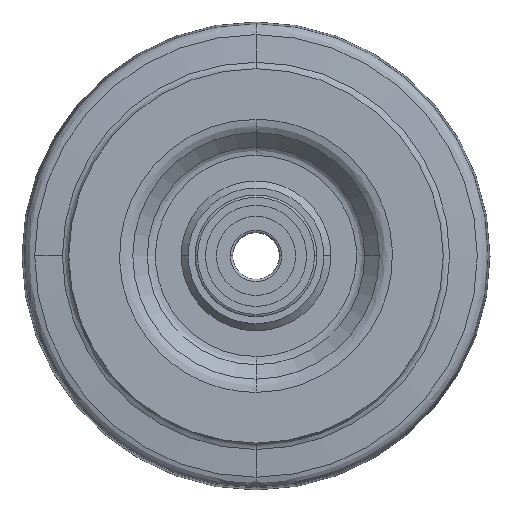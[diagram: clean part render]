
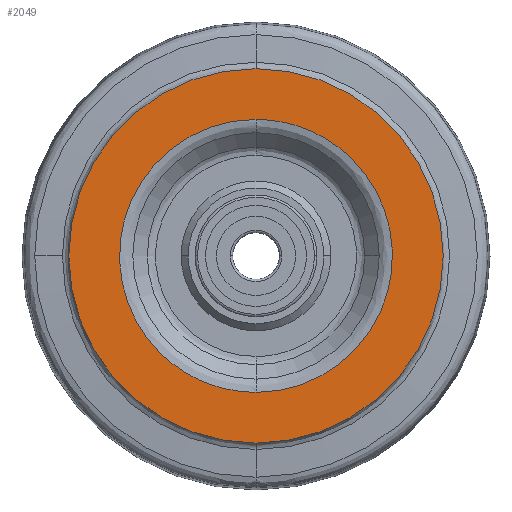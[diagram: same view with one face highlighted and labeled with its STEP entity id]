
A CAD part, top view. The second image highlights one B-rep face of the part: STEP entity #2049.
In plain terms, the highlighted planar face has unit normal (0, 0, 1).
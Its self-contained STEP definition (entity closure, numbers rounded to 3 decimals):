
#18 = EDGE_CURVE ( 'NONE', #54, #4577, #1225, .T. ) ;
#54 = VERTEX_POINT ( 'NONE', #4168 ) ;
#363 = FACE_OUTER_BOUND ( 'NONE', #914, .T. ) ;
#914 = EDGE_LOOP ( 'NONE', ( #4676, #8711 ) ) ;
#949 = EDGE_CURVE ( 'NONE', #1255, #1965, #3546, .T. ) ;
#983 = AXIS2_PLACEMENT_3D ( 'NONE', #8637, #7183, #9507 ) ;
#1191 = DIRECTION ( 'NONE',  ( 0., 0., 1. ) ) ;
#1225 = CIRCLE ( 'NONE', #2783, 80. ) ;
#1255 = VERTEX_POINT ( 'NONE', #6877 ) ;
#1367 = CARTESIAN_POINT ( 'NONE',  ( -116.627, 58.314, 25. ) ) ;
#1965 = VERTEX_POINT ( 'NONE', #3348 ) ;
#2049 = ADVANCED_FACE ( 'NONE', ( #363, #3070 ), #5929, .F. ) ;
#2078 = CARTESIAN_POINT ( 'NONE',  ( 0., 58.314, 25. ) ) ;
#2080 = CARTESIAN_POINT ( 'NONE',  ( 0., -80., 25. ) ) ;
#2783 = AXIS2_PLACEMENT_3D ( 'NONE', #6374, #5672, #7869 ) ;
#2865 = EDGE_LOOP ( 'NONE', ( #5498, #4993 ) ) ;
#2901 = CARTESIAN_POINT ( 'NONE',  ( -116.627, -58.314, 25. ) ) ;
#3070 = FACE_BOUND ( 'NONE', #2865, .T. ) ;
#3348 = CARTESIAN_POINT ( 'NONE',  ( 0., -58.314, 25. ) ) ;
#3546 =( BOUNDED_CURVE ( )  B_SPLINE_CURVE ( 3, ( #5133, #1367, #2901, #5830 ),
 .UNSPECIFIED., .F., .T. ) 
 B_SPLINE_CURVE_WITH_KNOTS ( ( 4, 4 ),
 ( 0., 1. ),
 .UNSPECIFIED. ) 
 CURVE ( )  GEOMETRIC_REPRESENTATION_ITEM ( )  RATIONAL_B_SPLINE_CURVE ( ( 1., 0.333, 0.333, 1. ) ) 
 REPRESENTATION_ITEM ( '' )  );
#4117 = CIRCLE ( 'NONE', #5847, 80. ) ;
#4168 = CARTESIAN_POINT ( 'NONE',  ( 0., 80., 25. ) ) ;
#4375 = EDGE_CURVE ( 'NONE', #4577, #54, #4117, .T. ) ;
#4577 = VERTEX_POINT ( 'NONE', #2080 ) ;
#4676 = ORIENTED_EDGE ( 'NONE', *, *, #18, .T. ) ;
#4993 = ORIENTED_EDGE ( 'NONE', *, *, #6787, .F. ) ;
#5133 = CARTESIAN_POINT ( 'NONE',  ( 0., 58.314, 25. ) ) ;
#5498 = ORIENTED_EDGE ( 'NONE', *, *, #949, .F. ) ;
#5672 = DIRECTION ( 'NONE',  ( 0., 0., 1. ) ) ;
#5722 = CARTESIAN_POINT ( 'NONE',  ( 116.627, 58.314, 25. ) ) ;
#5830 = CARTESIAN_POINT ( 'NONE',  ( 0., -58.314, 25. ) ) ;
#5847 = AXIS2_PLACEMENT_3D ( 'NONE', #9421, #1191, #7028 ) ;
#5929 = PLANE ( 'NONE',  #983 ) ;
#6374 = CARTESIAN_POINT ( 'NONE',  ( 0., 0., 25. ) ) ;
#6626 =( BOUNDED_CURVE ( )  B_SPLINE_CURVE ( 3, ( #7942, #7237, #5722, #2078 ),
 .UNSPECIFIED., .F., .F. ) 
 B_SPLINE_CURVE_WITH_KNOTS ( ( 4, 4 ),
 ( 0., 1. ),
 .UNSPECIFIED. ) 
 CURVE ( )  GEOMETRIC_REPRESENTATION_ITEM ( )  RATIONAL_B_SPLINE_CURVE ( ( 1., 0.333, 0.333, 1. ) ) 
 REPRESENTATION_ITEM ( '' )  );
#6787 = EDGE_CURVE ( 'NONE', #1965, #1255, #6626, .T. ) ;
#6877 = CARTESIAN_POINT ( 'NONE',  ( 0., 58.314, 25. ) ) ;
#7028 = DIRECTION ( 'NONE',  ( -1., 0., 0. ) ) ;
#7183 = DIRECTION ( 'NONE',  ( 0., 0., -1. ) ) ;
#7237 = CARTESIAN_POINT ( 'NONE',  ( 116.627, -58.314, 25. ) ) ;
#7869 = DIRECTION ( 'NONE',  ( -1., 0., 0. ) ) ;
#7942 = CARTESIAN_POINT ( 'NONE',  ( 0., -58.314, 25. ) ) ;
#8637 = CARTESIAN_POINT ( 'NONE',  ( 0., 0., 25. ) ) ;
#8711 = ORIENTED_EDGE ( 'NONE', *, *, #4375, .T. ) ;
#9421 = CARTESIAN_POINT ( 'NONE',  ( 0., 0., 25. ) ) ;
#9507 = DIRECTION ( 'NONE',  ( -1., 0., 0. ) ) ;
